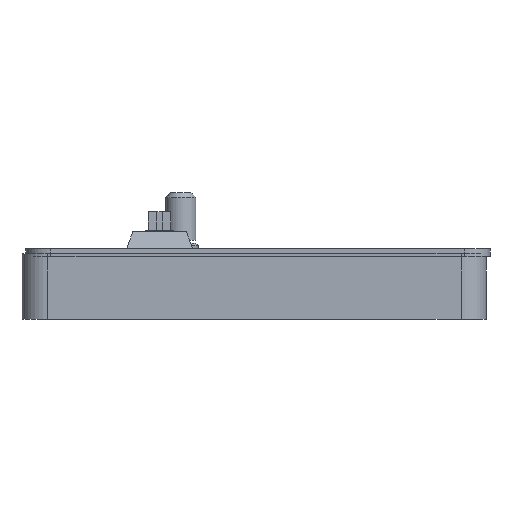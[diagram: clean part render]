
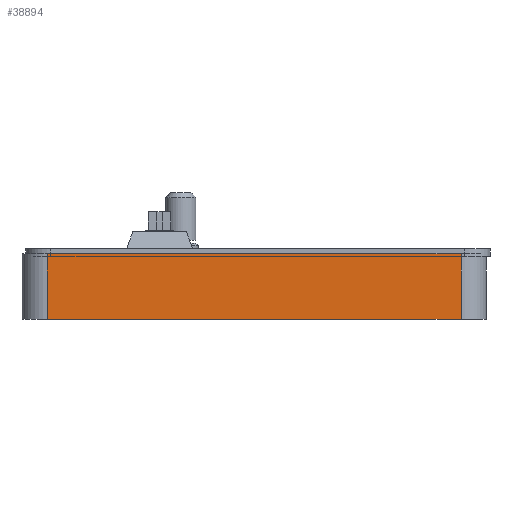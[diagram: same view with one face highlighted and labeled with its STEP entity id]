
A CAD part, left-side view. The second image highlights one B-rep face of the part: STEP entity #38894.
In plain terms, the highlighted planar face has unit normal (-1, 0, 0).
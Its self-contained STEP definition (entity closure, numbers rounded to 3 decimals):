
#5561=FACE_OUTER_BOUND('',#7951,.T.);
#7951=EDGE_LOOP('',(#34372,#34373,#34374,#34375));
#11674=LINE('',#68060,#15584);
#11676=LINE('',#68066,#15586);
#11677=LINE('',#68068,#15587);
#11678=LINE('',#68069,#15588);
#15584=VECTOR('',#53147,10.);
#15586=VECTOR('',#53153,10.);
#15587=VECTOR('',#53154,10.);
#15588=VECTOR('',#53155,10.);
#19164=VERTEX_POINT('',#68057);
#19165=VERTEX_POINT('',#68059);
#19167=VERTEX_POINT('',#68065);
#19168=VERTEX_POINT('',#68067);
#24307=EDGE_CURVE('',#19164,#19165,#11674,.T.);
#24310=EDGE_CURVE('',#19167,#19164,#11676,.T.);
#24311=EDGE_CURVE('',#19168,#19167,#11677,.T.);
#24312=EDGE_CURVE('',#19165,#19168,#11678,.T.);
#34372=ORIENTED_EDGE('',*,*,#24307,.F.);
#34373=ORIENTED_EDGE('',*,*,#24310,.F.);
#34374=ORIENTED_EDGE('',*,*,#24311,.F.);
#34375=ORIENTED_EDGE('',*,*,#24312,.F.);
#36887=PLANE('',#43361);
#38894=ADVANCED_FACE('',(#5561),#36887,.T.);
#43361=AXIS2_PLACEMENT_3D('',#68064,#53151,#53152);
#53147=DIRECTION('',(0.,0.,-1.));
#53151=DIRECTION('center_axis',(-1.,0.,0.));
#53152=DIRECTION('ref_axis',(0.,-1.,0.));
#53153=DIRECTION('',(0.,-1.,0.));
#53154=DIRECTION('',(0.,0.,1.));
#53155=DIRECTION('',(0.,1.,0.));
#68057=CARTESIAN_POINT('',(-76.345,-38.754,13.));
#68059=CARTESIAN_POINT('',(-76.345,-38.754,0.));
#68060=CARTESIAN_POINT('',(-76.345,-38.754,0.));
#68064=CARTESIAN_POINT('Origin',(-76.345,48.246,0.));
#68065=CARTESIAN_POINT('',(-76.345,43.246,13.));
#68066=CARTESIAN_POINT('',(-76.345,-43.754,13.));
#68067=CARTESIAN_POINT('',(-76.345,43.246,0.));
#68068=CARTESIAN_POINT('',(-76.345,43.246,0.));
#68069=CARTESIAN_POINT('',(-76.345,-43.754,0.));
